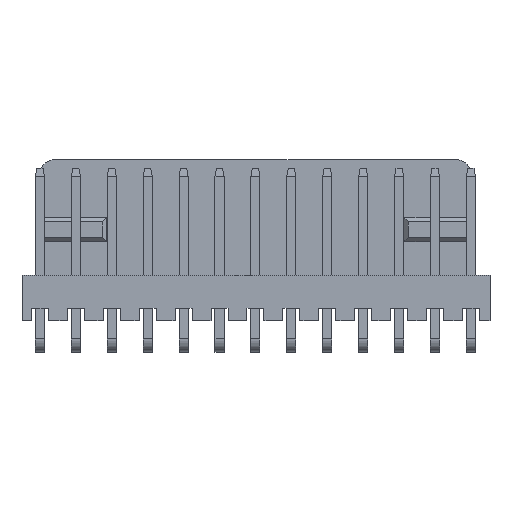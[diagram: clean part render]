
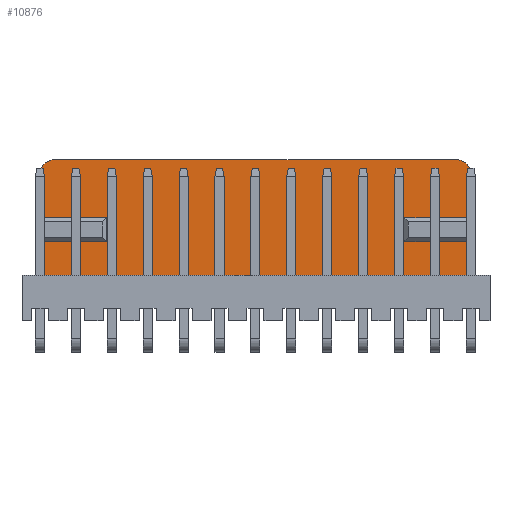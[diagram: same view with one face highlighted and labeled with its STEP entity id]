
A CAD part, top view. The second image highlights one B-rep face of the part: STEP entity #10876.
In plain terms, the highlighted planar face has unit normal (0, 0, 1).
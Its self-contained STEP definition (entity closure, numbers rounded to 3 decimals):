
#535 = EDGE_CURVE ( 'NONE', #10100, #9699, #1027, .T. ) ;
#537 = EDGE_CURVE ( 'NONE', #9699, #9553, #1031, .T. ) ;
#539 = EDGE_CURVE ( 'NONE', #9553, #10099, #1035, .T. ) ;
#1027 = LINE ( 'NONE', #11539, #1030 ) ;
#1030 = VECTOR ( 'NONE', #11540, 1000. ) ;
#1031 = LINE ( 'NONE', #11543, #1034 ) ;
#1034 = VECTOR ( 'NONE', #11545, 1000. ) ;
#1035 = LINE ( 'NONE', #11547, #1038 ) ;
#1038 = VECTOR ( 'NONE', #11548, 1000. ) ;
#1695 = CARTESIAN_POINT ( 'NONE',  ( 16.172, 0.723, 0.86 ) ) ;
#1851 = CARTESIAN_POINT ( 'NONE',  ( 20.882, -3.377, 0.86 ) ) ;
#1867 = CARTESIAN_POINT ( 'NONE',  ( 20.882, 3.823, 0.86 ) ) ;
#1872 = CARTESIAN_POINT ( 'NONE',  ( 20.882, 0.723, 0.86 ) ) ;
#1924 = CARTESIAN_POINT ( 'NONE',  ( -4.828, 0.723, 0.86 ) ) ;
#1945 = CARTESIAN_POINT ( 'NONE',  ( 16.172, -0.977, 0.86 ) ) ;
#1946 = CARTESIAN_POINT ( 'NONE',  ( 20.882, -0.977, 0.86 ) ) ;
#2070 = CARTESIAN_POINT ( 'NONE',  ( -4.828, -0.977, 0.86 ) ) ;
#2098 = CARTESIAN_POINT ( 'NONE',  ( -9.538, -3.377, 0.86 ) ) ;
#2122 = CARTESIAN_POINT ( 'NONE',  ( -8.538, 4.823, 0.86 ) ) ;
#2124 = CARTESIAN_POINT ( 'NONE',  ( -9.538, 3.823, 0.86 ) ) ;
#2192 = CARTESIAN_POINT ( 'NONE',  ( 19.882, 4.823, 0.86 ) ) ;
#2273 = CARTESIAN_POINT ( 'NONE',  ( -9.538, 0.723, 0.86 ) ) ;
#2274 = CARTESIAN_POINT ( 'NONE',  ( -9.538, -0.977, 0.86 ) ) ;
#2536 = EDGE_LOOP ( 'NONE', ( #8829, #8830, #8831, #8832, #8833, #8834, #8835, #8836, #8837, #8838, #8839, #8840, #8841, #8842 ) ) ;
#3204 = CIRCLE ( 'NONE', #4392, 1. ) ;
#3216 = LINE ( 'NONE', #4325, #3225 ) ;
#3222 = LINE ( 'NONE', #4324, #3227 ) ;
#3225 = VECTOR ( 'NONE', #4330, 1000. ) ;
#3227 = VECTOR ( 'NONE', #4332, 1000. ) ;
#3513 = LINE ( 'NONE', #4894, #3516 ) ;
#3516 = VECTOR ( 'NONE', #4895, 1000. ) ;
#3523 = LINE ( 'NONE', #4904, #3526 ) ;
#3526 = VECTOR ( 'NONE', #4905, 1000. ) ;
#3575 = LINE ( 'NONE', #4929, #3586 ) ;
#3577 = LINE ( 'NONE', #4958, #3580 ) ;
#3579 = LINE ( 'NONE', #4960, #3582 ) ;
#3580 = VECTOR ( 'NONE', #4959, 1000. ) ;
#3581 = LINE ( 'NONE', #4962, #3584 ) ;
#3582 = VECTOR ( 'NONE', #4961, 1000. ) ;
#3584 = VECTOR ( 'NONE', #4964, 1000. ) ;
#3585 = LINE ( 'NONE', #4966, #3588 ) ;
#3586 = VECTOR ( 'NONE', #4965, 1000. ) ;
#3587 = CIRCLE ( 'NONE', #4395, 1. ) ;
#3588 = VECTOR ( 'NONE', #4967, 1000. ) ;
#4321 = CARTESIAN_POINT ( 'NONE',  ( -8.538, 3.823, 0.86 ) ) ;
#4322 = DIRECTION ( 'NONE',  ( 0., 0., -1. ) ) ;
#4323 = DIRECTION ( 'NONE',  ( 1., 0., 0. ) ) ;
#4324 = CARTESIAN_POINT ( 'NONE',  ( -9.538, -3.377, 0.86 ) ) ;
#4325 = CARTESIAN_POINT ( 'NONE',  ( -9.538, -3.377, 0.86 ) ) ;
#4330 = DIRECTION ( 'NONE',  ( 0., -1., 0. ) ) ;
#4332 = DIRECTION ( 'NONE',  ( 0., -1., 0. ) ) ;
#4392 = AXIS2_PLACEMENT_3D ( 'NONE', #4321, #4322, #4323 ) ;
#4395 = AXIS2_PLACEMENT_3D ( 'NONE', #4970, #4971, #4972 ) ;
#4418 = AXIS2_PLACEMENT_3D ( 'NONE', #5462, #5475, #5476 ) ;
#4894 = CARTESIAN_POINT ( 'NONE',  ( -8.538, 4.823, 0.86 ) ) ;
#4895 = DIRECTION ( 'NONE',  ( -1., 0., 0. ) ) ;
#4904 = CARTESIAN_POINT ( 'NONE',  ( -10.858, -3.377, 0.86 ) ) ;
#4905 = DIRECTION ( 'NONE',  ( 1., 0., 0. ) ) ;
#4929 = CARTESIAN_POINT ( 'NONE',  ( -27.318, 0.723, 0.86 ) ) ;
#4958 = CARTESIAN_POINT ( 'NONE',  ( 20.882, 3.823, 0.86 ) ) ;
#4959 = DIRECTION ( 'NONE',  ( 0., 1., 0. ) ) ;
#4960 = CARTESIAN_POINT ( 'NONE',  ( -27.318, -0.977, 0.86 ) ) ;
#4961 = DIRECTION ( 'NONE',  ( 1., 0., 0. ) ) ;
#4962 = CARTESIAN_POINT ( 'NONE',  ( 16.172, 0.723, 0.86 ) ) ;
#4964 = DIRECTION ( 'NONE',  ( 0., -1., 0. ) ) ;
#4965 = DIRECTION ( 'NONE',  ( -1., 0., 0. ) ) ;
#4966 = CARTESIAN_POINT ( 'NONE',  ( 20.882, 3.823, 0.86 ) ) ;
#4967 = DIRECTION ( 'NONE',  ( 0., 1., 0. ) ) ;
#4970 = CARTESIAN_POINT ( 'NONE',  ( 19.882, 3.823, 0.86 ) ) ;
#4971 = DIRECTION ( 'NONE',  ( 0., 0., -1. ) ) ;
#4972 = DIRECTION ( 'NONE',  ( 1., 0., 0. ) ) ;
#5462 = CARTESIAN_POINT ( 'NONE',  ( -9.538, 0.723, 0.86 ) ) ;
#5473 = PLANE ( 'NONE',  #4418 ) ;
#5475 = DIRECTION ( 'NONE',  ( 0., 0., -1. ) ) ;
#5476 = DIRECTION ( 'NONE',  ( -1., 0., 0. ) ) ;
#5702 = FACE_OUTER_BOUND ( 'NONE', #2536, .T. ) ;
#8616 = VERTEX_POINT ( 'NONE', #1695 ) ;
#8772 = VERTEX_POINT ( 'NONE', #1851 ) ;
#8788 = VERTEX_POINT ( 'NONE', #1867 ) ;
#8793 = VERTEX_POINT ( 'NONE', #1872 ) ;
#8829 = ORIENTED_EDGE ( 'NONE', *, *, #10609, .T. ) ;
#8830 = ORIENTED_EDGE ( 'NONE', *, *, #10636, .T. ) ;
#8831 = ORIENTED_EDGE ( 'NONE', *, *, #10637, .F. ) ;
#8832 = ORIENTED_EDGE ( 'NONE', *, *, #10638, .F. ) ;
#8833 = ORIENTED_EDGE ( 'NONE', *, *, #10639, .F. ) ;
#8834 = ORIENTED_EDGE ( 'NONE', *, *, #10640, .T. ) ;
#8835 = ORIENTED_EDGE ( 'NONE', *, *, #10641, .F. ) ;
#8836 = ORIENTED_EDGE ( 'NONE', *, *, #10604, .T. ) ;
#8837 = ORIENTED_EDGE ( 'NONE', *, *, #10454, .F. ) ;
#8838 = ORIENTED_EDGE ( 'NONE', *, *, #10459, .T. ) ;
#8839 = ORIENTED_EDGE ( 'NONE', *, *, #539, .F. ) ;
#8840 = ORIENTED_EDGE ( 'NONE', *, *, #537, .F. ) ;
#8841 = ORIENTED_EDGE ( 'NONE', *, *, #535, .F. ) ;
#8842 = ORIENTED_EDGE ( 'NONE', *, *, #10458, .T. ) ;
#9553 = VERTEX_POINT ( 'NONE', #1924 ) ;
#9574 = VERTEX_POINT ( 'NONE', #1945 ) ;
#9575 = VERTEX_POINT ( 'NONE', #1946 ) ;
#9699 = VERTEX_POINT ( 'NONE', #2070 ) ;
#9727 = VERTEX_POINT ( 'NONE', #2098 ) ;
#9751 = VERTEX_POINT ( 'NONE', #2122 ) ;
#9753 = VERTEX_POINT ( 'NONE', #2124 ) ;
#9821 = VERTEX_POINT ( 'NONE', #2192 ) ;
#10099 = VERTEX_POINT ( 'NONE', #2273 ) ;
#10100 = VERTEX_POINT ( 'NONE', #2274 ) ;
#10454 = EDGE_CURVE ( 'NONE', #9753, #9751, #3204, .T. ) ;
#10458 = EDGE_CURVE ( 'NONE', #10100, #9727, #3216, .T. ) ;
#10459 = EDGE_CURVE ( 'NONE', #9753, #10099, #3222, .T. ) ;
#10604 = EDGE_CURVE ( 'NONE', #9821, #9751, #3513, .T. ) ;
#10609 = EDGE_CURVE ( 'NONE', #9727, #8772, #3523, .T. ) ;
#10636 = EDGE_CURVE ( 'NONE', #8772, #9575, #3577, .T. ) ;
#10637 = EDGE_CURVE ( 'NONE', #9574, #9575, #3579, .T. ) ;
#10638 = EDGE_CURVE ( 'NONE', #8616, #9574, #3581, .T. ) ;
#10639 = EDGE_CURVE ( 'NONE', #8793, #8616, #3575, .T. ) ;
#10640 = EDGE_CURVE ( 'NONE', #8793, #8788, #3585, .T. ) ;
#10641 = EDGE_CURVE ( 'NONE', #9821, #8788, #3587, .T. ) ;
#10876 = ADVANCED_FACE ( 'NONE', ( #5702 ), #5473, .F. ) ;
#11539 = CARTESIAN_POINT ( 'NONE',  ( -9.538, -0.977, 0.86 ) ) ;
#11540 = DIRECTION ( 'NONE',  ( 1., 0., 0. ) ) ;
#11543 = CARTESIAN_POINT ( 'NONE',  ( -4.828, 0.723, 0.86 ) ) ;
#11545 = DIRECTION ( 'NONE',  ( 0., 1., 0. ) ) ;
#11547 = CARTESIAN_POINT ( 'NONE',  ( -9.538, 0.723, 0.86 ) ) ;
#11548 = DIRECTION ( 'NONE',  ( -1., 0., 0. ) ) ;
